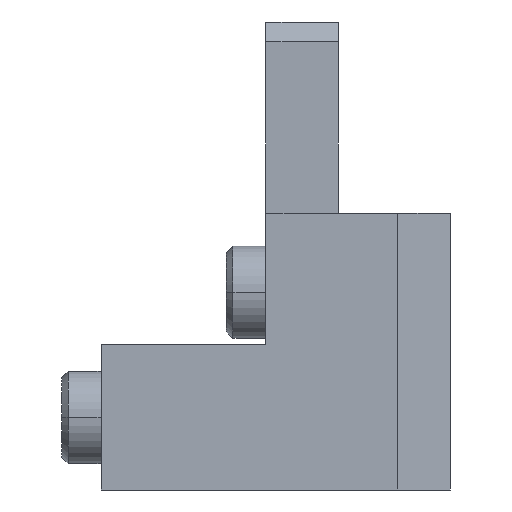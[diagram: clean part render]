
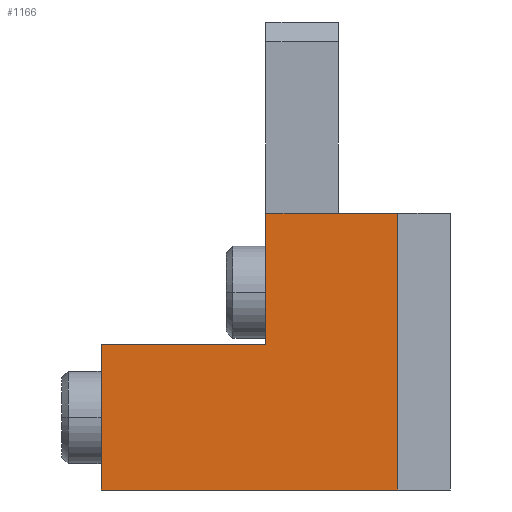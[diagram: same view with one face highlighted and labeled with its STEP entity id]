
A CAD part, left-side view. The second image highlights one B-rep face of the part: STEP entity #1166.
In plain terms, the highlighted planar face has unit normal (-1, 0, 0).
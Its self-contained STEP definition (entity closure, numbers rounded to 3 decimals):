
#1123=AXIS2_PLACEMENT_3D('Plane Axis2P3D',#1120,#1121,#1122) ;
#1023=CARTESIAN_POINT('Vertex',(-49.,55.,-157.5)) ;
#1026=CARTESIAN_POINT('Line Origine',(-49.,55.,-146.5)) ;
#1030=CARTESIAN_POINT('Vertex',(-49.,55.,-135.5)) ;
#1120=CARTESIAN_POINT('Axis2P3D Location',(-49.,0.,0.)) ;
#1125=CARTESIAN_POINT('Line Origine',(-49.,20.,-115.5)) ;
#1129=CARTESIAN_POINT('Vertex',(-49.,10.,-115.5)) ;
#1131=CARTESIAN_POINT('Vertex',(-49.,30.,-115.5)) ;
#1134=CARTESIAN_POINT('Line Origine',(-49.,30.,-125.5)) ;
#1138=CARTESIAN_POINT('Vertex',(-49.,30.,-135.5)) ;
#1141=CARTESIAN_POINT('Line Origine',(-49.,42.5,-135.5)) ;
#1146=CARTESIAN_POINT('Line Origine',(-49.,32.5,-157.5)) ;
#1150=CARTESIAN_POINT('Vertex',(-49.,10.,-157.5)) ;
#1153=CARTESIAN_POINT('Line Origine',(-49.,10.,-136.5)) ;
#1027=DIRECTION('Vector Direction',(0.,0.,1.)) ;
#1121=DIRECTION('Axis2P3D Direction',(-1.,0.,0.)) ;
#1122=DIRECTION('Axis2P3D XDirection',(0.,1.,0.)) ;
#1126=DIRECTION('Vector Direction',(0.,1.,0.)) ;
#1135=DIRECTION('Vector Direction',(0.,0.,1.)) ;
#1142=DIRECTION('Vector Direction',(0.,-1.,0.)) ;
#1147=DIRECTION('Vector Direction',(0.,1.,0.)) ;
#1154=DIRECTION('Vector Direction',(0.,0.,-1.)) ;
#1028=VECTOR('Line Direction',#1027,1.) ;
#1127=VECTOR('Line Direction',#1126,1.) ;
#1136=VECTOR('Line Direction',#1135,1.) ;
#1143=VECTOR('Line Direction',#1142,1.) ;
#1148=VECTOR('Line Direction',#1147,1.) ;
#1155=VECTOR('Line Direction',#1154,1.) ;
#1159=ORIENTED_EDGE('',*,*,#1133,.T.) ;
#1160=ORIENTED_EDGE('',*,*,#1140,.T.) ;
#1161=ORIENTED_EDGE('',*,*,#1145,.T.) ;
#1162=ORIENTED_EDGE('',*,*,#1032,.T.) ;
#1163=ORIENTED_EDGE('',*,*,#1152,.T.) ;
#1164=ORIENTED_EDGE('',*,*,#1157,.T.) ;
#1166=ADVANCED_FACE('Terminali esternii FcCuAl 2x150mmq inferiori',(#1165),#1124,.T.) ;
#1032=EDGE_CURVE('',#1031,#1024,#1029,.F.) ;
#1133=EDGE_CURVE('',#1130,#1132,#1128,.T.) ;
#1140=EDGE_CURVE('',#1132,#1139,#1137,.F.) ;
#1145=EDGE_CURVE('',#1139,#1031,#1144,.F.) ;
#1152=EDGE_CURVE('',#1024,#1151,#1149,.F.) ;
#1157=EDGE_CURVE('',#1151,#1130,#1156,.F.) ;
#1158=EDGE_LOOP('',(#1159,#1160,#1161,#1162,#1163,#1164)) ;
#1165=FACE_OUTER_BOUND('',#1158,.T.) ;
#1029=LINE('Line',#1026,#1028) ;
#1128=LINE('Line',#1125,#1127) ;
#1137=LINE('Line',#1134,#1136) ;
#1144=LINE('Line',#1141,#1143) ;
#1149=LINE('Line',#1146,#1148) ;
#1156=LINE('Line',#1153,#1155) ;
#1124=PLANE('',#1123) ;
#1024=VERTEX_POINT('',#1023) ;
#1031=VERTEX_POINT('',#1030) ;
#1130=VERTEX_POINT('',#1129) ;
#1132=VERTEX_POINT('',#1131) ;
#1139=VERTEX_POINT('',#1138) ;
#1151=VERTEX_POINT('',#1150) ;
